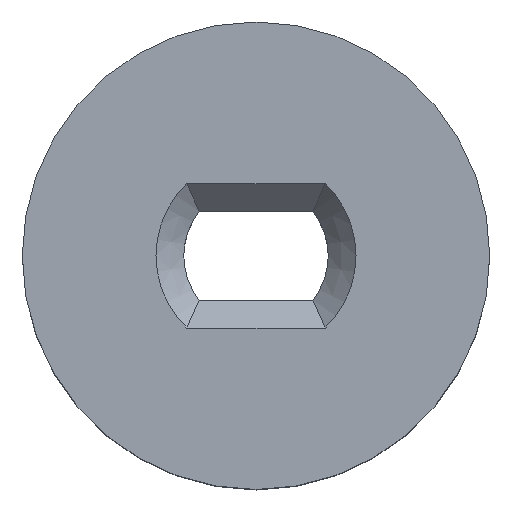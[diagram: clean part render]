
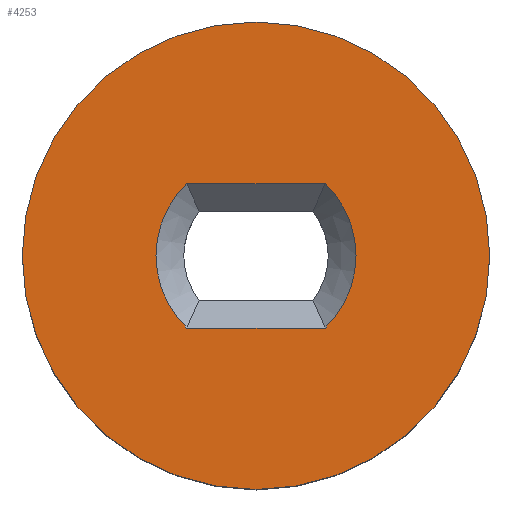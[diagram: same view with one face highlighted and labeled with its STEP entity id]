
A CAD part, top view. The second image highlights one B-rep face of the part: STEP entity #4253.
In plain terms, the highlighted planar face has unit normal (0, 0, 1).
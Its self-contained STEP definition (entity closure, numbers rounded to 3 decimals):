
#15=FACE_BOUND('',#677,.T.);
#158=CIRCLE('',#4499,3.6);
#160=CIRCLE('',#4503,3.6);
#163=CIRCLE('',#4509,8.412);
#446=FACE_OUTER_BOUND('',#676,.T.);
#676=EDGE_LOOP('',(#2834));
#677=EDGE_LOOP('',(#2835,#2836,#2837,#2838));
#909=LINE('',#6430,#1299);
#910=LINE('',#6446,#1300);
#1299=VECTOR('',#5012,10.);
#1300=VECTOR('',#5021,10.);
#1690=VERTEX_POINT('',#6424);
#1691=VERTEX_POINT('',#6429);
#1692=VERTEX_POINT('',#6436);
#1694=VERTEX_POINT('',#6445);
#1699=VERTEX_POINT('',#6467);
#2138=EDGE_CURVE('',#1690,#1691,#909,.T.);
#2140=EDGE_CURVE('',#1692,#1690,#158,.T.);
#2143=EDGE_CURVE('',#1694,#1692,#910,.T.);
#2146=EDGE_CURVE('',#1691,#1694,#160,.T.);
#2153=EDGE_CURVE('',#1699,#1699,#163,.T.);
#2834=ORIENTED_EDGE('',*,*,#2153,.F.);
#2835=ORIENTED_EDGE('',*,*,#2138,.F.);
#2836=ORIENTED_EDGE('',*,*,#2140,.F.);
#2837=ORIENTED_EDGE('',*,*,#2143,.F.);
#2838=ORIENTED_EDGE('',*,*,#2146,.F.);
#4161=PLANE('',#4508);
#4253=ADVANCED_FACE('',(#446,#15),#4161,.T.);
#4499=AXIS2_PLACEMENT_3D('',#6437,#5015,#5016);
#4503=AXIS2_PLACEMENT_3D('',#6454,#5025,#5026);
#4508=AXIS2_PLACEMENT_3D('',#6466,#5039,#5040);
#4509=AXIS2_PLACEMENT_3D('',#6468,#5041,#5042);
#5012=DIRECTION('',(1.,0.,0.));
#5015=DIRECTION('center_axis',(0.,0.,1.));
#5016=DIRECTION('ref_axis',(-0.788,0.615,0.));
#5021=DIRECTION('',(-1.,0.,0.));
#5025=DIRECTION('center_axis',(0.,0.,1.));
#5026=DIRECTION('ref_axis',(0.788,-0.615,0.));
#5039=DIRECTION('center_axis',(0.,0.,1.));
#5040=DIRECTION('ref_axis',(1.,0.,0.));
#5041=DIRECTION('center_axis',(0.,0.,-1.));
#5042=DIRECTION('ref_axis',(-1.,0.,0.));
#6424=CARTESIAN_POINT('',(-2.49,-1.1,10.));
#6429=CARTESIAN_POINT('',(2.49,-1.1,10.));
#6430=CARTESIAN_POINT('',(-1.025,-1.1,10.));
#6436=CARTESIAN_POINT('',(-2.49,4.1,10.));
#6437=CARTESIAN_POINT('Origin',(0.,1.5,10.));
#6445=CARTESIAN_POINT('',(2.49,4.1,10.));
#6446=CARTESIAN_POINT('',(1.025,4.1,10.));
#6454=CARTESIAN_POINT('Origin',(0.,1.5,10.));
#6466=CARTESIAN_POINT('Origin',(0.,1.5,10.));
#6467=CARTESIAN_POINT('',(8.412,1.5,10.));
#6468=CARTESIAN_POINT('Origin',(0.,1.5,10.));
